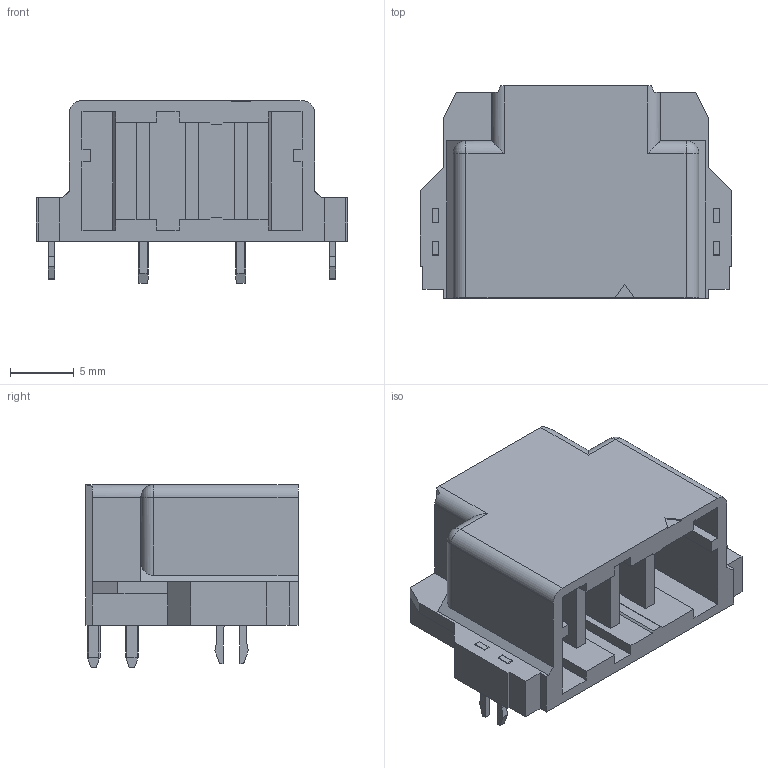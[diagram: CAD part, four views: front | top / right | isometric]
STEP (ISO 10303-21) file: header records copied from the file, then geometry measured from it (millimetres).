
FILE_DESCRIPTION(('Creo Elements/Direct Modeling STEP Export'),'2;1');
FILE_NAME('FX30B-2S-7.62DS.stp','2015-08-05T 8:46:45',(''),(''),'Creo Elements/Direct Modeling STEP processor for AP214 (Solid Model)','Creo Elements/Direct Modeling 18.1E 22-Nov-2013 (C) Parametric Technology GmbH','');
FILE_SCHEMA(('AUTOMOTIVE_DESIGN { 1 0 10303 214 1 1 1 1 }'));
Length unit declared in the file: millimetre
Products named in the file (1): FX30B-2S-7.62DS
Bounding box: 24.37 x 16.6 x 14.3 mm (x, y, z)
Volume: 2177.8 mm3; surface area: 2537.3 mm2
Topology: 1 solids, 1 shells, 214 faces, 583 edges, 382 vertices
Faces by surface type: plane 200, cylinder 12, sphere 2
Entity records: 6889 total; most frequent: CARTESIAN_POINT 1460, ORIENTED_EDGE 1162, DIRECTION 1025, EDGE_CURVE 581, VECTOR 555, LINE 555, VERTEX_POINT 382, AXIS2_PLACEMENT_3D 235
